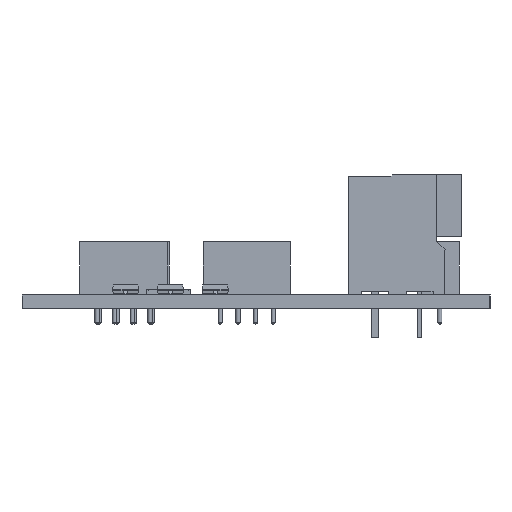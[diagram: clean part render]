
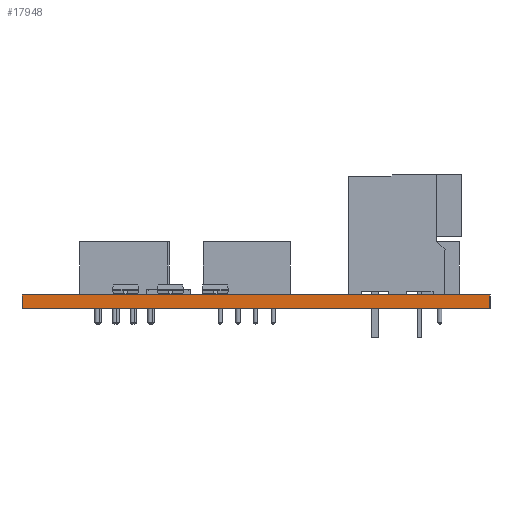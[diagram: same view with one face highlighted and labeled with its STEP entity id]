
A CAD part, left-side view. The second image highlights one B-rep face of the part: STEP entity #17948.
In plain terms, the highlighted planar face has unit normal (-1, 0, 0).
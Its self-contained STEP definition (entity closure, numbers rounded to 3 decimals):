
#17767 = PLANE('',#17768);
#17768 = AXIS2_PLACEMENT_3D('',#17769,#17770,#17771);
#17769 = CARTESIAN_POINT('',(103.,-53.,0.));
#17770 = DIRECTION('',(0.,-1.,0.));
#17771 = DIRECTION('',(-1.,0.,0.));
#17792 = VERTEX_POINT('',#17793);
#17793 = CARTESIAN_POINT('',(0.,-53.,1.58));
#17807 = PLANE('',#17808);
#17808 = AXIS2_PLACEMENT_3D('',#17809,#17810,#17811);
#17809 = CARTESIAN_POINT('',(51.5,-26.5,1.58));
#17810 = DIRECTION('',(-0.,-0.,-1.));
#17811 = DIRECTION('',(-1.,0.,0.));
#17819 = EDGE_CURVE('',#17820,#17792,#17822,.T.);
#17820 = VERTEX_POINT('',#17821);
#17821 = CARTESIAN_POINT('',(0.,-53.,0.));
#17822 = SURFACE_CURVE('',#17823,(#17827,#17834),.PCURVE_S1.);
#17823 = LINE('',#17824,#17825);
#17824 = CARTESIAN_POINT('',(0.,-53.,0.));
#17825 = VECTOR('',#17826,1.);
#17826 = DIRECTION('',(0.,0.,1.));
#17827 = PCURVE('',#17767,#17828);
#17828 = DEFINITIONAL_REPRESENTATION('',(#17829),#17833);
#17829 = LINE('',#17830,#17831);
#17830 = CARTESIAN_POINT('',(103.,0.));
#17831 = VECTOR('',#17832,1.);
#17832 = DIRECTION('',(0.,-1.));
#17833 = ( GEOMETRIC_REPRESENTATION_CONTEXT(2) 
PARAMETRIC_REPRESENTATION_CONTEXT() REPRESENTATION_CONTEXT('2D SPACE',''
  ) );
#17834 = PCURVE('',#17835,#17840);
#17835 = PLANE('',#17836);
#17836 = AXIS2_PLACEMENT_3D('',#17837,#17838,#17839);
#17837 = CARTESIAN_POINT('',(0.,-53.,0.));
#17838 = DIRECTION('',(-1.,0.,0.));
#17839 = DIRECTION('',(0.,1.,0.));
#17840 = DEFINITIONAL_REPRESENTATION('',(#17841),#17845);
#17841 = LINE('',#17842,#17843);
#17842 = CARTESIAN_POINT('',(0.,0.));
#17843 = VECTOR('',#17844,1.);
#17844 = DIRECTION('',(0.,-1.));
#17845 = ( GEOMETRIC_REPRESENTATION_CONTEXT(2) 
PARAMETRIC_REPRESENTATION_CONTEXT() REPRESENTATION_CONTEXT('2D SPACE',''
  ) );
#17861 = PLANE('',#17862);
#17862 = AXIS2_PLACEMENT_3D('',#17863,#17864,#17865);
#17863 = CARTESIAN_POINT('',(51.5,-26.5,0.));
#17864 = DIRECTION('',(-0.,-0.,-1.));
#17865 = DIRECTION('',(-1.,0.,0.));
#17894 = PLANE('',#17895);
#17895 = AXIS2_PLACEMENT_3D('',#17896,#17897,#17898);
#17896 = CARTESIAN_POINT('',(0.,0.,0.));
#17897 = DIRECTION('',(0.,1.,0.));
#17898 = DIRECTION('',(1.,0.,0.));
#17948 = ADVANCED_FACE('',(#17949),#17835,.T.);
#17949 = FACE_BOUND('',#17950,.T.);
#17950 = EDGE_LOOP('',(#17951,#17952,#17975,#17998));
#17951 = ORIENTED_EDGE('',*,*,#17819,.T.);
#17952 = ORIENTED_EDGE('',*,*,#17953,.T.);
#17953 = EDGE_CURVE('',#17792,#17954,#17956,.T.);
#17954 = VERTEX_POINT('',#17955);
#17955 = CARTESIAN_POINT('',(0.,0.,1.58));
#17956 = SURFACE_CURVE('',#17957,(#17961,#17968),.PCURVE_S1.);
#17957 = LINE('',#17958,#17959);
#17958 = CARTESIAN_POINT('',(0.,-53.,1.58));
#17959 = VECTOR('',#17960,1.);
#17960 = DIRECTION('',(0.,1.,0.));
#17961 = PCURVE('',#17835,#17962);
#17962 = DEFINITIONAL_REPRESENTATION('',(#17963),#17967);
#17963 = LINE('',#17964,#17965);
#17964 = CARTESIAN_POINT('',(0.,-1.58));
#17965 = VECTOR('',#17966,1.);
#17966 = DIRECTION('',(1.,0.));
#17967 = ( GEOMETRIC_REPRESENTATION_CONTEXT(2) 
PARAMETRIC_REPRESENTATION_CONTEXT() REPRESENTATION_CONTEXT('2D SPACE',''
  ) );
#17968 = PCURVE('',#17807,#17969);
#17969 = DEFINITIONAL_REPRESENTATION('',(#17970),#17974);
#17970 = LINE('',#17971,#17972);
#17971 = CARTESIAN_POINT('',(51.5,-26.5));
#17972 = VECTOR('',#17973,1.);
#17973 = DIRECTION('',(0.,1.));
#17974 = ( GEOMETRIC_REPRESENTATION_CONTEXT(2) 
PARAMETRIC_REPRESENTATION_CONTEXT() REPRESENTATION_CONTEXT('2D SPACE',''
  ) );
#17975 = ORIENTED_EDGE('',*,*,#17976,.F.);
#17976 = EDGE_CURVE('',#17977,#17954,#17979,.T.);
#17977 = VERTEX_POINT('',#17978);
#17978 = CARTESIAN_POINT('',(0.,-0.,0.));
#17979 = SURFACE_CURVE('',#17980,(#17984,#17991),.PCURVE_S1.);
#17980 = LINE('',#17981,#17982);
#17981 = CARTESIAN_POINT('',(0.,-0.,0.));
#17982 = VECTOR('',#17983,1.);
#17983 = DIRECTION('',(0.,0.,1.));
#17984 = PCURVE('',#17835,#17985);
#17985 = DEFINITIONAL_REPRESENTATION('',(#17986),#17990);
#17986 = LINE('',#17987,#17988);
#17987 = CARTESIAN_POINT('',(53.,0.));
#17988 = VECTOR('',#17989,1.);
#17989 = DIRECTION('',(0.,-1.));
#17990 = ( GEOMETRIC_REPRESENTATION_CONTEXT(2) 
PARAMETRIC_REPRESENTATION_CONTEXT() REPRESENTATION_CONTEXT('2D SPACE',''
  ) );
#17991 = PCURVE('',#17894,#17992);
#17992 = DEFINITIONAL_REPRESENTATION('',(#17993),#17997);
#17993 = LINE('',#17994,#17995);
#17994 = CARTESIAN_POINT('',(0.,0.));
#17995 = VECTOR('',#17996,1.);
#17996 = DIRECTION('',(0.,-1.));
#17997 = ( GEOMETRIC_REPRESENTATION_CONTEXT(2) 
PARAMETRIC_REPRESENTATION_CONTEXT() REPRESENTATION_CONTEXT('2D SPACE',''
  ) );
#17998 = ORIENTED_EDGE('',*,*,#17999,.F.);
#17999 = EDGE_CURVE('',#17820,#17977,#18000,.T.);
#18000 = SURFACE_CURVE('',#18001,(#18005,#18012),.PCURVE_S1.);
#18001 = LINE('',#18002,#18003);
#18002 = CARTESIAN_POINT('',(0.,-53.,0.));
#18003 = VECTOR('',#18004,1.);
#18004 = DIRECTION('',(0.,1.,0.));
#18005 = PCURVE('',#17835,#18006);
#18006 = DEFINITIONAL_REPRESENTATION('',(#18007),#18011);
#18007 = LINE('',#18008,#18009);
#18008 = CARTESIAN_POINT('',(0.,0.));
#18009 = VECTOR('',#18010,1.);
#18010 = DIRECTION('',(1.,0.));
#18011 = ( GEOMETRIC_REPRESENTATION_CONTEXT(2) 
PARAMETRIC_REPRESENTATION_CONTEXT() REPRESENTATION_CONTEXT('2D SPACE',''
  ) );
#18012 = PCURVE('',#17861,#18013);
#18013 = DEFINITIONAL_REPRESENTATION('',(#18014),#18018);
#18014 = LINE('',#18015,#18016);
#18015 = CARTESIAN_POINT('',(51.5,-26.5));
#18016 = VECTOR('',#18017,1.);
#18017 = DIRECTION('',(0.,1.));
#18018 = ( GEOMETRIC_REPRESENTATION_CONTEXT(2) 
PARAMETRIC_REPRESENTATION_CONTEXT() REPRESENTATION_CONTEXT('2D SPACE',''
  ) );
